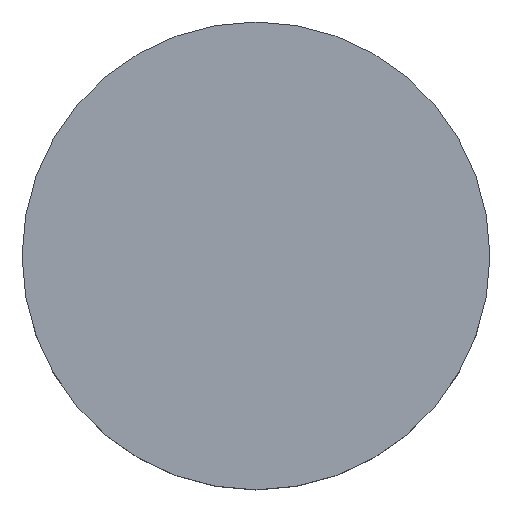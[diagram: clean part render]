
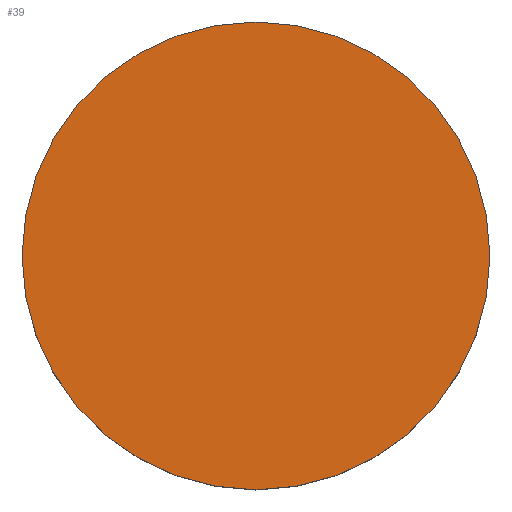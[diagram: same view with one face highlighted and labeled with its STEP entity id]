
A CAD part, top view. The second image highlights one B-rep face of the part: STEP entity #39.
In plain terms, the highlighted planar face has unit normal (0, 0, 1).
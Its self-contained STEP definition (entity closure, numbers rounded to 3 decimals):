
#34=PLANE('',#62);
#36=FACE_OUTER_BOUND('',#46,.T.);
#39=ADVANCED_FACE('',(#36),#34,.T.);
#46=EDGE_LOOP('',(#50));
#50=ORIENTED_EDGE('',*,*,#54,.T.);
#52=VERTEX_POINT('',#78);
#54=EDGE_CURVE('',#52,#52,#56,.T.);
#56=CIRCLE('',#59,8.);
#59=AXIS2_PLACEMENT_3D('',#77,#66,#67);
#62=AXIS2_PLACEMENT_3D('',#82,#72,#73);
#66=DIRECTION('',(0.,0.,1.));
#67=DIRECTION('',(1.,0.,0.));
#72=DIRECTION('',(0.,0.,1.));
#73=DIRECTION('',(1.,0.,0.));
#77=CARTESIAN_POINT('',(0.,0.,3.5));
#78=CARTESIAN_POINT('',(8.,0.,3.5));
#82=CARTESIAN_POINT('',(0.,0.,3.5));
